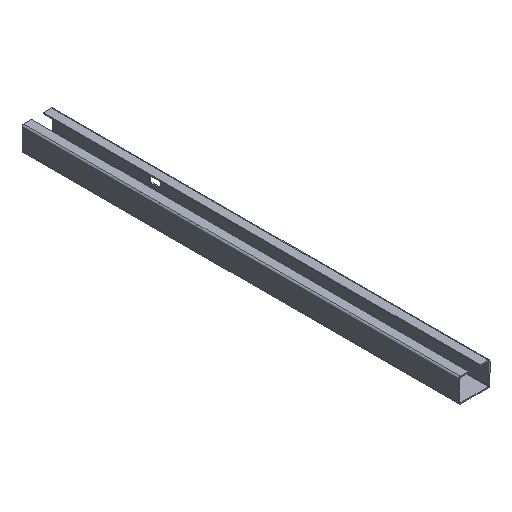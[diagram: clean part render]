
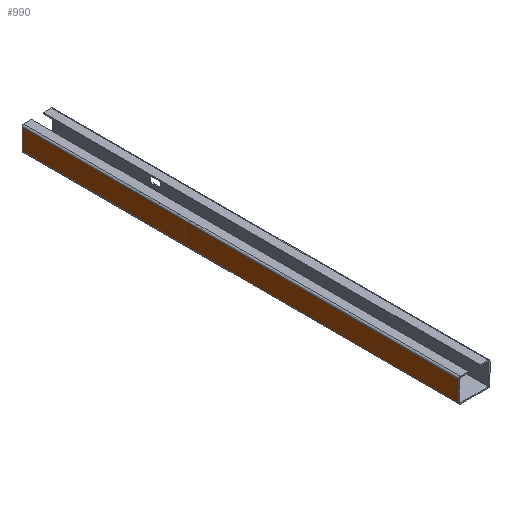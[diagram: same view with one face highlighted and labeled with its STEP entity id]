
A CAD part, isometric view. The second image highlights one B-rep face of the part: STEP entity #990.
In plain terms, the highlighted planar face has unit normal (-1, 0, 0).
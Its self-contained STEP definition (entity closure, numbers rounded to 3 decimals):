
#76 = FACE_BOUND ( 'NONE', #627, .T. ) ;
#88 = FACE_OUTER_BOUND ( 'NONE', #741, .T. ) ;
#162 = ORIENTED_EDGE ( 'NONE', *, *, #878, .T. ) ;
#163 = ORIENTED_EDGE ( 'NONE', *, *, #856, .T. ) ;
#175 = ORIENTED_EDGE ( 'NONE', *, *, #880, .T. ) ;
#178 = ORIENTED_EDGE ( 'NONE', *, *, #876, .T. ) ;
#198 = ORIENTED_EDGE ( 'NONE', *, *, #886, .F. ) ;
#225 = ORIENTED_EDGE ( 'NONE', *, *, #882, .T. ) ;
#239 = ORIENTED_EDGE ( 'NONE', *, *, #861, .T. ) ;
#244 = ORIENTED_EDGE ( 'NONE', *, *, #881, .T. ) ;
#283 = AXIS2_PLACEMENT_3D ( 'NONE', #1067, #1186, #1117 ) ;
#304 = LINE ( 'NONE', #1339, #729 ) ;
#333 = VERTEX_POINT ( 'NONE', #1526 ) ;
#338 = VERTEX_POINT ( 'NONE', #1072 ) ;
#345 = LINE ( 'NONE', #1317, #407 ) ;
#396 = VECTOR ( 'NONE', #1375, 1000. ) ;
#407 = VECTOR ( 'NONE', #1169, 1000. ) ;
#411 = VERTEX_POINT ( 'NONE', #1519 ) ;
#435 = VERTEX_POINT ( 'NONE', #1552 ) ;
#463 = LINE ( 'NONE', #1334, #761 ) ;
#477 = LINE ( 'NONE', #1332, #564 ) ;
#531 = LINE ( 'NONE', #1374, #396 ) ;
#544 = VERTEX_POINT ( 'NONE', #1503 ) ;
#547 = VECTOR ( 'NONE', #1307, 1000. ) ;
#560 = LINE ( 'NONE', #1306, #547 ) ;
#564 = VECTOR ( 'NONE', #1173, 1000. ) ;
#595 = VERTEX_POINT ( 'NONE', #1015 ) ;
#627 = EDGE_LOOP ( 'NONE', ( #178, #162, #175, #244 ) ) ;
#635 = VECTOR ( 'NONE', #1304, 1000. ) ;
#644 = LINE ( 'NONE', #1329, #635 ) ;
#666 = LINE ( 'NONE', #1372, #716 ) ;
#708 = VERTEX_POINT ( 'NONE', #1482 ) ;
#716 = VECTOR ( 'NONE', #1365, 1000. ) ;
#719 = VERTEX_POINT ( 'NONE', #1483 ) ;
#729 = VECTOR ( 'NONE', #1221, 1000. ) ;
#741 = EDGE_LOOP ( 'NONE', ( #225, #163, #198, #239 ) ) ;
#761 = VECTOR ( 'NONE', #1335, 1000. ) ;
#856 = EDGE_CURVE ( 'NONE', #333, #338, #531, .T. ) ;
#861 = EDGE_CURVE ( 'NONE', #435, #411, #666, .T. ) ;
#876 = EDGE_CURVE ( 'NONE', #595, #708, #463, .T. ) ;
#878 = EDGE_CURVE ( 'NONE', #708, #544, #304, .T. ) ;
#880 = EDGE_CURVE ( 'NONE', #544, #719, #477, .T. ) ;
#881 = EDGE_CURVE ( 'NONE', #719, #595, #345, .T. ) ;
#882 = EDGE_CURVE ( 'NONE', #411, #333, #560, .T. ) ;
#886 = EDGE_CURVE ( 'NONE', #435, #338, #644, .T. ) ;
#990 = ADVANCED_FACE ( 'NONE', ( #76, #88 ), #1185, .F. ) ;
#1015 = CARTESIAN_POINT ( 'NONE',  ( 0., -299., 13.25 ) ) ;
#1067 = CARTESIAN_POINT ( 'NONE',  ( 0., 0., 0. ) ) ;
#1072 = CARTESIAN_POINT ( 'NONE',  ( 0., 0., 1. ) ) ;
#1117 = DIRECTION ( 'NONE',  ( 0., 0., -1. ) ) ;
#1169 = DIRECTION ( 'NONE',  ( 0., 1., 0. ) ) ;
#1173 = DIRECTION ( 'NONE',  ( 0., 0., -1. ) ) ;
#1185 = PLANE ( 'NONE',  #283 ) ;
#1186 = DIRECTION ( 'NONE',  ( 1., 0., 0. ) ) ;
#1221 = DIRECTION ( 'NONE',  ( 0., -1., 0. ) ) ;
#1304 = DIRECTION ( 'NONE',  ( 0., 1., 0. ) ) ;
#1306 = CARTESIAN_POINT ( 'NONE',  ( 0., -800., 39. ) ) ;
#1307 = DIRECTION ( 'NONE',  ( 0., 1., 0. ) ) ;
#1317 = CARTESIAN_POINT ( 'NONE',  ( 0., 0., 13.25 ) ) ;
#1329 = CARTESIAN_POINT ( 'NONE',  ( 0., 0., 1. ) ) ;
#1332 = CARTESIAN_POINT ( 'NONE',  ( 0., -300., 0. ) ) ;
#1334 = CARTESIAN_POINT ( 'NONE',  ( 0., -299., 0. ) ) ;
#1335 = DIRECTION ( 'NONE',  ( 0., 0., 1. ) ) ;
#1339 = CARTESIAN_POINT ( 'NONE',  ( 0., 0., 33.25 ) ) ;
#1365 = DIRECTION ( 'NONE',  ( 0., 0., 1. ) ) ;
#1372 = CARTESIAN_POINT ( 'NONE',  ( 0., -800., 0. ) ) ;
#1374 = CARTESIAN_POINT ( 'NONE',  ( 0., 0., 0. ) ) ;
#1375 = DIRECTION ( 'NONE',  ( 0., 0., -1. ) ) ;
#1482 = CARTESIAN_POINT ( 'NONE',  ( 0., -299., 33.25 ) ) ;
#1483 = CARTESIAN_POINT ( 'NONE',  ( 0., -300., 13.25 ) ) ;
#1503 = CARTESIAN_POINT ( 'NONE',  ( 0., -300., 33.25 ) ) ;
#1519 = CARTESIAN_POINT ( 'NONE',  ( 0., -800., 39. ) ) ;
#1526 = CARTESIAN_POINT ( 'NONE',  ( 0., 0., 39. ) ) ;
#1552 = CARTESIAN_POINT ( 'NONE',  ( 0., -800., 1. ) ) ;
